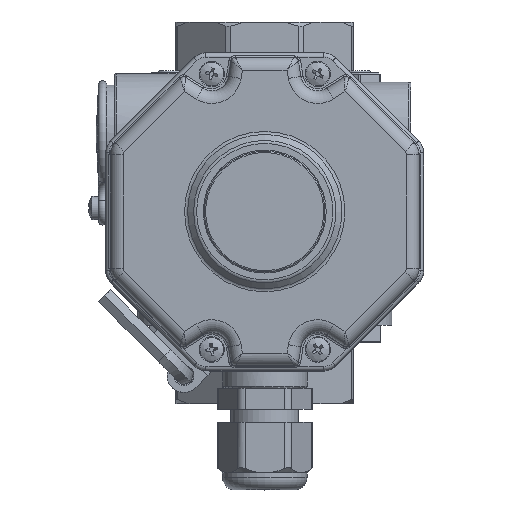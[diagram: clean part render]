
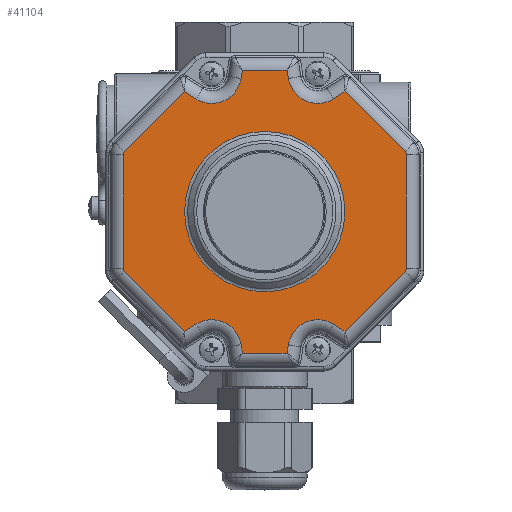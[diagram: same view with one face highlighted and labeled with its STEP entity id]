
A CAD part, top view. The second image highlights one B-rep face of the part: STEP entity #41104.
In plain terms, the highlighted face is planar.
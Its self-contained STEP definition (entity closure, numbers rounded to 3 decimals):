
#1300=PLANE('',#44958);
#3576=CIRCLE('',#44825,1.);
#3581=CIRCLE('',#44833,1.);
#3589=CIRCLE('',#44846,7.);
#3598=CIRCLE('',#44860,1.);
#3602=CIRCLE('',#44867,7.);
#3606=CIRCLE('',#44872,1.);
#3641=CIRCLE('',#44959,7.);
#3642=CIRCLE('',#44960,7.);
#3643=CIRCLE('',#44961,18.914);
#10512=ORIENTED_EDGE('',*,*,#18865,.T.);
#10513=ORIENTED_EDGE('',*,*,#19044,.T.);
#10514=ORIENTED_EDGE('',*,*,#18855,.T.);
#10515=ORIENTED_EDGE('',*,*,#18851,.T.);
#10516=ORIENTED_EDGE('',*,*,#18857,.T.);
#10517=ORIENTED_EDGE('',*,*,#18860,.T.);
#10518=ORIENTED_EDGE('',*,*,#18867,.T.);
#10519=ORIENTED_EDGE('',*,*,#18872,.T.);
#10520=ORIENTED_EDGE('',*,*,#18882,.T.);
#10521=ORIENTED_EDGE('',*,*,#18888,.T.);
#10522=ORIENTED_EDGE('',*,*,#18891,.T.);
#10523=ORIENTED_EDGE('',*,*,#18902,.T.);
#10524=ORIENTED_EDGE('',*,*,#18913,.T.);
#10525=ORIENTED_EDGE('',*,*,#18919,.T.);
#10526=ORIENTED_EDGE('',*,*,#18925,.T.);
#10527=ORIENTED_EDGE('',*,*,#18929,.T.);
#10528=ORIENTED_EDGE('',*,*,#18923,.T.);
#10529=ORIENTED_EDGE('',*,*,#18917,.T.);
#10530=ORIENTED_EDGE('',*,*,#18911,.T.);
#10531=ORIENTED_EDGE('',*,*,#18906,.T.);
#10532=ORIENTED_EDGE('',*,*,#18896,.T.);
#10533=ORIENTED_EDGE('',*,*,#19045,.T.);
#10534=ORIENTED_EDGE('',*,*,#18886,.T.);
#10535=ORIENTED_EDGE('',*,*,#18876,.T.);
#10536=ORIENTED_EDGE('',*,*,#19046,.T.);
#18851=EDGE_CURVE('',#23436,#23438,#26394,.T.);
#18855=EDGE_CURVE('',#23439,#23436,#26397,.T.);
#18857=EDGE_CURVE('',#23438,#23442,#3576,.T.);
#18860=EDGE_CURVE('',#23442,#23444,#26398,.T.);
#18865=EDGE_CURVE('',#23445,#23448,#26401,.T.);
#18867=EDGE_CURVE('',#23444,#23450,#3581,.T.);
#18872=EDGE_CURVE('',#23450,#23453,#26402,.T.);
#18876=EDGE_CURVE('',#23454,#23445,#26405,.T.);
#18882=EDGE_CURVE('',#23453,#23459,#26406,.T.);
#18886=EDGE_CURVE('',#23460,#23454,#26409,.T.);
#18888=EDGE_CURVE('',#23459,#23463,#3589,.T.);
#18891=EDGE_CURVE('',#23463,#23465,#26410,.T.);
#18896=EDGE_CURVE('',#23466,#23469,#26413,.T.);
#18902=EDGE_CURVE('',#23465,#23473,#26414,.T.);
#18906=EDGE_CURVE('',#23474,#23466,#26417,.T.);
#18911=EDGE_CURVE('',#23477,#23474,#3598,.T.);
#18913=EDGE_CURVE('',#23473,#23480,#26418,.T.);
#18917=EDGE_CURVE('',#23481,#23477,#26421,.T.);
#18919=EDGE_CURVE('',#23480,#23484,#3602,.T.);
#18923=EDGE_CURVE('',#23485,#23481,#3606,.T.);
#18925=EDGE_CURVE('',#23484,#23488,#26422,.T.);
#18929=EDGE_CURVE('',#23488,#23485,#26425,.T.);
#19044=EDGE_CURVE('',#23448,#23439,#3641,.T.);
#19045=EDGE_CURVE('',#23469,#23460,#3642,.T.);
#19046=EDGE_CURVE('',#23552,#23552,#3643,.T.);
#23436=VERTEX_POINT('',#69440);
#23438=VERTEX_POINT('',#69459);
#23439=VERTEX_POINT('',#69464);
#23442=VERTEX_POINT('',#69471);
#23444=VERTEX_POINT('',#69477);
#23445=VERTEX_POINT('',#69496);
#23448=VERTEX_POINT('',#69501);
#23450=VERTEX_POINT('',#69506);
#23453=VERTEX_POINT('',#69585);
#23454=VERTEX_POINT('',#69604);
#23459=VERTEX_POINT('',#69723);
#23460=VERTEX_POINT('',#69728);
#23463=VERTEX_POINT('',#69735);
#23465=VERTEX_POINT('',#69755);
#23466=VERTEX_POINT('',#69774);
#23469=VERTEX_POINT('',#69779);
#23473=VERTEX_POINT('',#69910);
#23474=VERTEX_POINT('',#69915);
#23477=VERTEX_POINT('',#69980);
#23480=VERTEX_POINT('',#69987);
#23481=VERTEX_POINT('',#69992);
#23484=VERTEX_POINT('',#69999);
#23485=VERTEX_POINT('',#70004);
#23488=VERTEX_POINT('',#70025);
#23552=VERTEX_POINT('',#70312);
#26394=LINE('',#69460,#28721);
#26397=LINE('',#69467,#28724);
#26398=LINE('',#69478,#28725);
#26401=LINE('',#69502,#28728);
#26402=LINE('',#69586,#28729);
#26405=LINE('',#69607,#28732);
#26406=LINE('',#69724,#28733);
#26409=LINE('',#69731,#28736);
#26410=LINE('',#69756,#28737);
#26413=LINE('',#69780,#28740);
#26414=LINE('',#69911,#28741);
#26417=LINE('',#69918,#28744);
#26418=LINE('',#69988,#28745);
#26421=LINE('',#69995,#28748);
#26422=LINE('',#70026,#28749);
#26425=LINE('',#70046,#28752);
#28721=VECTOR('',#53408,1000.);
#28724=VECTOR('',#53415,1000.);
#28725=VECTOR('',#53428,1000.);
#28728=VECTOR('',#53435,1000.);
#28729=VECTOR('',#53448,1000.);
#28732=VECTOR('',#53453,1000.);
#28733=VECTOR('',#53462,1000.);
#28736=VECTOR('',#53469,1000.);
#28737=VECTOR('',#53480,1000.);
#28740=VECTOR('',#53487,1000.);
#28741=VECTOR('',#53494,1000.);
#28744=VECTOR('',#53501,1000.);
#28745=VECTOR('',#53516,1000.);
#28748=VECTOR('',#53523,1000.);
#28749=VECTOR('',#53542,1000.);
#28752=VECTOR('',#53547,1000.);
#31290=EDGE_LOOP('',(#10512,#10513,#10514,#10515,#10516,#10517,#10518,#10519,
#10520,#10521,#10522,#10523,#10524,#10525,#10526,#10527,#10528,#10529,#10530,
#10531,#10532,#10533,#10534,#10535));
#31291=EDGE_LOOP('',(#10536));
#34120=FACE_BOUND('',#31290,.T.);
#34121=FACE_BOUND('',#31291,.T.);
#41104=ADVANCED_FACE('',(#34120,#34121),#1300,.T.);
#44825=AXIS2_PLACEMENT_3D('',#69472,#53420,#53421);
#44833=AXIS2_PLACEMENT_3D('',#69507,#53440,#53441);
#44846=AXIS2_PLACEMENT_3D('',#69736,#53474,#53475);
#44860=AXIS2_PLACEMENT_3D('',#69983,#53510,#53511);
#44867=AXIS2_PLACEMENT_3D('',#70000,#53528,#53529);
#44872=AXIS2_PLACEMENT_3D('',#70007,#53538,#53539);
#44958=AXIS2_PLACEMENT_3D('',#70308,#53794,#53795);
#44959=AXIS2_PLACEMENT_3D('',#70309,#53796,#53797);
#44960=AXIS2_PLACEMENT_3D('',#70310,#53798,#53799);
#44961=AXIS2_PLACEMENT_3D('',#70311,#53800,#53801);
#53408=DIRECTION('',(-0.707,0.,0.707));
#53415=DIRECTION('',(-0.844,0.,-0.536));
#53420=DIRECTION('',(0.,1.,0.));
#53421=DIRECTION('',(0.,0.,1.));
#53428=DIRECTION('',(0.,0.,1.));
#53435=DIRECTION('',(-0.156,0.,0.988));
#53440=DIRECTION('',(0.,1.,0.));
#53441=DIRECTION('',(0.,0.,1.));
#53448=DIRECTION('',(0.707,0.,0.707));
#53453=DIRECTION('',(-1.,0.,0.));
#53462=DIRECTION('',(0.844,0.,-0.536));
#53469=DIRECTION('',(-0.156,0.,-0.988));
#53474=DIRECTION('',(0.,-1.,0.));
#53475=DIRECTION('',(0.,0.,1.));
#53480=DIRECTION('',(0.156,0.,0.988));
#53487=DIRECTION('',(-0.844,0.,0.536));
#53494=DIRECTION('',(1.,0.,0.));
#53501=DIRECTION('',(-0.707,0.,-0.707));
#53510=DIRECTION('',(0.,1.,0.));
#53511=DIRECTION('',(0.,0.,1.));
#53516=DIRECTION('',(0.156,0.,-0.988));
#53523=DIRECTION('',(0.,0.,-1.));
#53528=DIRECTION('',(0.,-1.,0.));
#53529=DIRECTION('',(0.,0.,1.));
#53538=DIRECTION('',(0.,1.,0.));
#53539=DIRECTION('',(0.,0.,1.));
#53542=DIRECTION('',(0.844,0.,0.536));
#53547=DIRECTION('',(0.707,0.,-0.707));
#53794=DIRECTION('',(0.,1.,0.));
#53795=DIRECTION('',(0.,0.,1.));
#53796=DIRECTION('',(0.,-1.,0.));
#53797=DIRECTION('',(0.,0.,1.));
#53798=DIRECTION('',(0.,-1.,0.));
#53799=DIRECTION('',(0.,0.,1.));
#53800=DIRECTION('',(0.,-1.,0.));
#53801=DIRECTION('',(0.,0.,1.));
#69440=CARTESIAN_POINT('',(-18.939,26.,-28.296));
#69459=CARTESIAN_POINT('',(-33.107,26.,-14.128));
#69460=CARTESIAN_POINT('',(-33.107,26.,-14.128));
#69464=CARTESIAN_POINT('',(-16.251,26.,-26.59));
#69467=CARTESIAN_POINT('',(-20.292,26.,-29.154));
#69471=CARTESIAN_POINT('',(-33.4,26.,-13.421));
#69472=CARTESIAN_POINT('',(-32.4,26.,-13.421));
#69477=CARTESIAN_POINT('',(-33.4,26.,13.421));
#69478=CARTESIAN_POINT('',(-33.4,26.,13.421));
#69496=CARTESIAN_POINT('',(-5.27,26.,-33.4));
#69501=CARTESIAN_POINT('',(-5.586,26.,-31.405));
#69502=CARTESIAN_POINT('',(-10.302,26.,-1.632));
#69506=CARTESIAN_POINT('',(-33.107,26.,14.128));
#69507=CARTESIAN_POINT('',(-32.4,26.,13.421));
#69585=CARTESIAN_POINT('',(-18.939,26.,28.296));
#69586=CARTESIAN_POINT('',(-17.806,26.,29.429));
#69604=CARTESIAN_POINT('',(5.27,26.,-33.4));
#69607=CARTESIAN_POINT('',(-6.978,26.,-33.4));
#69723=CARTESIAN_POINT('',(-16.251,26.,26.59));
#69724=CARTESIAN_POINT('',(7.364,26.,11.603));
#69728=CARTESIAN_POINT('',(5.586,26.,-31.405));
#69731=CARTESIAN_POINT('',(5.003,26.,-35.087));
#69735=CARTESIAN_POINT('',(-5.586,26.,31.405));
#69736=CARTESIAN_POINT('',(-12.5,26.,32.5));
#69755=CARTESIAN_POINT('',(-5.27,26.,33.4));
#69756=CARTESIAN_POINT('',(-5.003,26.,35.087));
#69774=CARTESIAN_POINT('',(18.939,26.,-28.296));
#69779=CARTESIAN_POINT('',(16.251,26.,-26.59));
#69780=CARTESIAN_POINT('',(-7.364,26.,-11.603));
#69910=CARTESIAN_POINT('',(5.27,26.,33.4));
#69911=CARTESIAN_POINT('',(6.978,26.,33.4));
#69915=CARTESIAN_POINT('',(33.107,26.,-14.128));
#69918=CARTESIAN_POINT('',(17.806,26.,-29.429));
#69980=CARTESIAN_POINT('',(33.4,26.,-13.421));
#69983=CARTESIAN_POINT('',(32.4,26.,-13.421));
#69987=CARTESIAN_POINT('',(5.586,26.,31.405));
#69988=CARTESIAN_POINT('',(10.302,26.,1.632));
#69992=CARTESIAN_POINT('',(33.4,26.,13.421));
#69995=CARTESIAN_POINT('',(33.4,26.,-13.421));
#69999=CARTESIAN_POINT('',(16.251,26.,26.59));
#70000=CARTESIAN_POINT('',(12.5,26.,32.5));
#70004=CARTESIAN_POINT('',(33.107,26.,14.128));
#70007=CARTESIAN_POINT('',(32.4,26.,13.421));
#70025=CARTESIAN_POINT('',(18.939,26.,28.296));
#70026=CARTESIAN_POINT('',(20.292,26.,29.154));
#70046=CARTESIAN_POINT('',(33.107,26.,14.128));
#70308=CARTESIAN_POINT('',(0.,26.,0.));
#70309=CARTESIAN_POINT('',(-12.5,26.,-32.5));
#70310=CARTESIAN_POINT('',(12.5,26.,-32.5));
#70311=CARTESIAN_POINT('',(0.,26.,0.));
#70312=CARTESIAN_POINT('',(0.,26.,18.914));
